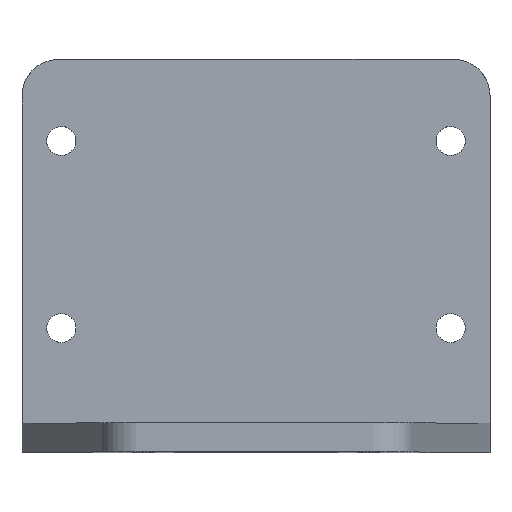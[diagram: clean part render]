
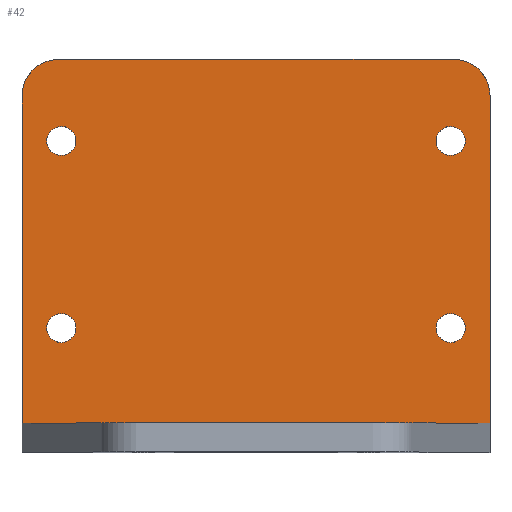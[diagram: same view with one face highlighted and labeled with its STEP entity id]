
A CAD part, top view. The second image highlights one B-rep face of the part: STEP entity #42.
In plain terms, the highlighted free-form (B-spline) face has degree [1, 1] with [2, 2] control points.
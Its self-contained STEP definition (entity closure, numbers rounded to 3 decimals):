
#23=FACE_BOUND($,#102,.T.);
#24=FACE_BOUND($,#103,.T.);
#25=FACE_BOUND($,#104,.T.);
#26=FACE_BOUND($,#105,.T.);
#42=ADVANCED_FACE($,(#67,#23,#24,#25,#26),#373,.T.);
#67=FACE_OUTER_BOUND($,#101,.T.);
#101=EDGE_LOOP($,(#182,#183,#184));
#102=EDGE_LOOP($,(#185,#186));
#103=EDGE_LOOP($,(#187,#188));
#104=EDGE_LOOP($,(#189,#190));
#105=EDGE_LOOP($,(#191,#192));
#182=ORIENTED_EDGE($,*,*,#264,.F.);
#183=ORIENTED_EDGE($,*,*,#270,.F.);
#184=ORIENTED_EDGE($,*,*,#268,.T.);
#185=ORIENTED_EDGE($,*,*,#288,.T.);
#186=ORIENTED_EDGE($,*,*,#316,.T.);
#187=ORIENTED_EDGE($,*,*,#319,.F.);
#188=ORIENTED_EDGE($,*,*,#291,.F.);
#189=ORIENTED_EDGE($,*,*,#294,.T.);
#190=ORIENTED_EDGE($,*,*,#322,.T.);
#191=ORIENTED_EDGE($,*,*,#325,.F.);
#192=ORIENTED_EDGE($,*,*,#297,.F.);
#264=EDGE_CURVE($,#331,#332,#438,.T.);
#268=EDGE_CURVE($,#333,#332,#441,.T.);
#270=EDGE_CURVE($,#333,#331,#398,.T.);
#288=EDGE_CURVE($,#345,#363,#410,.T.);
#291=EDGE_CURVE($,#347,#365,#412,.T.);
#294=EDGE_CURVE($,#349,#367,#414,.T.);
#297=EDGE_CURVE($,#351,#369,#416,.T.);
#316=EDGE_CURVE($,#363,#345,#428,.T.);
#319=EDGE_CURVE($,#365,#347,#430,.T.);
#322=EDGE_CURVE($,#367,#349,#432,.T.);
#325=EDGE_CURVE($,#369,#351,#434,.T.);
#331=VERTEX_POINT($,#1088);
#332=VERTEX_POINT($,#1089);
#333=VERTEX_POINT($,#1090);
#345=VERTEX_POINT($,#1102);
#347=VERTEX_POINT($,#1104);
#349=VERTEX_POINT($,#1106);
#351=VERTEX_POINT($,#1108);
#363=VERTEX_POINT($,#1120);
#365=VERTEX_POINT($,#1122);
#367=VERTEX_POINT($,#1124);
#369=VERTEX_POINT($,#1126);
#373=B_SPLINE_SURFACE_WITH_KNOTS($,1,1,((#945,#946),(#947,#948)),.UNSPECIFIED.,
.F.,.F.,.F.,(2,2),(2,2),(0.,50.),(0.,64.3),.UNSPECIFIED.);
#398=(
BOUNDED_CURVE()
B_SPLINE_CURVE(2,(#608,#609,#610,#611,#612,#613,#614,#615,#616),.UNSPECIFIED.,
.F.,.F.)
B_SPLINE_CURVE_WITH_KNOTS((3,2,2,2,3),(236.6,281.6,289.454,343.754,
351.608),.UNSPECIFIED.)
CURVE()
GEOMETRIC_REPRESENTATION_ITEM()
RATIONAL_B_SPLINE_CURVE((1.,1.,1.,0.707,1.,1.,1.,0.707,
1.))
REPRESENTATION_ITEM($)
);
#410=(
BOUNDED_CURVE()
B_SPLINE_CURVE(2,(#686,#687,#688,#689,#690),.UNSPECIFIED.,.F.,.F.)
B_SPLINE_CURVE_WITH_KNOTS((3,2,3),(-12.563,-9.422,-6.281),
.UNSPECIFIED.)
CURVE()
GEOMETRIC_REPRESENTATION_ITEM()
RATIONAL_B_SPLINE_CURVE((1.,0.707,1.,0.707,1.))
REPRESENTATION_ITEM($)
);
#412=(
BOUNDED_CURVE()
B_SPLINE_CURVE(2,(#698,#699,#700,#701,#702),.UNSPECIFIED.,.F.,.F.)
B_SPLINE_CURVE_WITH_KNOTS((3,2,3),(-12.563,-9.422,-6.281),
.UNSPECIFIED.)
CURVE()
GEOMETRIC_REPRESENTATION_ITEM()
RATIONAL_B_SPLINE_CURVE((1.,0.707,1.,0.707,1.))
REPRESENTATION_ITEM($)
);
#414=(
BOUNDED_CURVE()
B_SPLINE_CURVE(2,(#710,#711,#712,#713,#714),.UNSPECIFIED.,.F.,.F.)
B_SPLINE_CURVE_WITH_KNOTS((3,2,3),(-12.563,-9.422,-6.281),
.UNSPECIFIED.)
CURVE()
GEOMETRIC_REPRESENTATION_ITEM()
RATIONAL_B_SPLINE_CURVE((1.,0.707,1.,0.707,1.))
REPRESENTATION_ITEM($)
);
#416=(
BOUNDED_CURVE()
B_SPLINE_CURVE(2,(#722,#723,#724,#725,#726),.UNSPECIFIED.,.F.,.F.)
B_SPLINE_CURVE_WITH_KNOTS((3,2,3),(-12.563,-9.422,-6.281),
.UNSPECIFIED.)
CURVE()
GEOMETRIC_REPRESENTATION_ITEM()
RATIONAL_B_SPLINE_CURVE((1.,0.707,1.,0.707,1.))
REPRESENTATION_ITEM($)
);
#428=(
BOUNDED_CURVE()
B_SPLINE_CURVE(2,(#796,#797,#798,#799,#800),.UNSPECIFIED.,.F.,.F.)
B_SPLINE_CURVE_WITH_KNOTS((3,2,3),(-6.281,-3.141,0.),
.UNSPECIFIED.)
CURVE()
GEOMETRIC_REPRESENTATION_ITEM()
RATIONAL_B_SPLINE_CURVE((1.,0.707,1.,0.707,1.))
REPRESENTATION_ITEM($)
);
#430=(
BOUNDED_CURVE()
B_SPLINE_CURVE(2,(#808,#809,#810,#811,#812),.UNSPECIFIED.,.F.,.F.)
B_SPLINE_CURVE_WITH_KNOTS((3,2,3),(-6.281,-3.141,0.),
.UNSPECIFIED.)
CURVE()
GEOMETRIC_REPRESENTATION_ITEM()
RATIONAL_B_SPLINE_CURVE((1.,0.707,1.,0.707,1.))
REPRESENTATION_ITEM($)
);
#432=(
BOUNDED_CURVE()
B_SPLINE_CURVE(2,(#820,#821,#822,#823,#824),.UNSPECIFIED.,.F.,.F.)
B_SPLINE_CURVE_WITH_KNOTS((3,2,3),(-6.281,-3.141,0.),
.UNSPECIFIED.)
CURVE()
GEOMETRIC_REPRESENTATION_ITEM()
RATIONAL_B_SPLINE_CURVE((1.,0.707,1.,0.707,1.))
REPRESENTATION_ITEM($)
);
#434=(
BOUNDED_CURVE()
B_SPLINE_CURVE(2,(#832,#833,#834,#835,#836),.UNSPECIFIED.,.F.,.F.)
B_SPLINE_CURVE_WITH_KNOTS((3,2,3),(-6.281,-3.141,0.),
.UNSPECIFIED.)
CURVE()
GEOMETRIC_REPRESENTATION_ITEM()
RATIONAL_B_SPLINE_CURVE((1.,0.707,1.,0.707,1.))
REPRESENTATION_ITEM($)
);
#438=B_SPLINE_CURVE_WITH_KNOTS($,1,(#585,#586),.UNSPECIFIED.,.F.,.F.,(2,
2),(119.3,164.3),.UNSPECIFIED.);
#441=B_SPLINE_CURVE_WITH_KNOTS($,3,(#602,#603,#604,#605),.UNSPECIFIED.,.F.,
.F.,(4,4),(-64.3,0.),.UNSPECIFIED.);
#585=CARTESIAN_POINT($,(32.15,49.,4.));
#586=CARTESIAN_POINT($,(32.15,4.,4.));
#602=CARTESIAN_POINT($,(-32.15,4.,4.));
#603=CARTESIAN_POINT($,(-10.717,4.,4.));
#604=CARTESIAN_POINT($,(10.717,4.,4.));
#605=CARTESIAN_POINT($,(32.15,4.,4.));
#608=CARTESIAN_POINT($,(-32.15,4.,4.));
#609=CARTESIAN_POINT($,(-32.15,26.5,4.));
#610=CARTESIAN_POINT($,(-32.15,49.,4.));
#611=CARTESIAN_POINT($,(-32.15,54.,4.));
#612=CARTESIAN_POINT($,(-27.15,54.,4.));
#613=CARTESIAN_POINT($,(0.,54.,4.));
#614=CARTESIAN_POINT($,(27.15,54.,4.));
#615=CARTESIAN_POINT($,(32.15,54.,4.));
#616=CARTESIAN_POINT($,(32.15,49.,4.));
#686=CARTESIAN_POINT($,(24.75,42.8,4.));
#687=CARTESIAN_POINT($,(24.75,44.8,4.));
#688=CARTESIAN_POINT($,(26.75,44.8,4.));
#689=CARTESIAN_POINT($,(28.75,44.8,4.));
#690=CARTESIAN_POINT($,(28.75,42.8,4.));
#698=CARTESIAN_POINT($,(-24.75,42.8,4.));
#699=CARTESIAN_POINT($,(-24.75,44.8,4.));
#700=CARTESIAN_POINT($,(-26.75,44.8,4.));
#701=CARTESIAN_POINT($,(-28.75,44.8,4.));
#702=CARTESIAN_POINT($,(-28.75,42.8,4.));
#710=CARTESIAN_POINT($,(24.75,17.1,4.));
#711=CARTESIAN_POINT($,(24.75,19.1,4.));
#712=CARTESIAN_POINT($,(26.75,19.1,4.));
#713=CARTESIAN_POINT($,(28.75,19.1,4.));
#714=CARTESIAN_POINT($,(28.75,17.1,4.));
#722=CARTESIAN_POINT($,(-24.75,17.1,4.));
#723=CARTESIAN_POINT($,(-24.75,19.1,4.));
#724=CARTESIAN_POINT($,(-26.75,19.1,4.));
#725=CARTESIAN_POINT($,(-28.75,19.1,4.));
#726=CARTESIAN_POINT($,(-28.75,17.1,4.));
#796=CARTESIAN_POINT($,(28.75,42.8,4.));
#797=CARTESIAN_POINT($,(28.75,40.8,4.));
#798=CARTESIAN_POINT($,(26.75,40.8,4.));
#799=CARTESIAN_POINT($,(24.75,40.8,4.));
#800=CARTESIAN_POINT($,(24.75,42.8,4.));
#808=CARTESIAN_POINT($,(-28.75,42.8,4.));
#809=CARTESIAN_POINT($,(-28.75,40.8,4.));
#810=CARTESIAN_POINT($,(-26.75,40.8,4.));
#811=CARTESIAN_POINT($,(-24.75,40.8,4.));
#812=CARTESIAN_POINT($,(-24.75,42.8,4.));
#820=CARTESIAN_POINT($,(28.75,17.1,4.));
#821=CARTESIAN_POINT($,(28.75,15.1,4.));
#822=CARTESIAN_POINT($,(26.75,15.1,4.));
#823=CARTESIAN_POINT($,(24.75,15.1,4.));
#824=CARTESIAN_POINT($,(24.75,17.1,4.));
#832=CARTESIAN_POINT($,(-28.75,17.1,4.));
#833=CARTESIAN_POINT($,(-28.75,15.1,4.));
#834=CARTESIAN_POINT($,(-26.75,15.1,4.));
#835=CARTESIAN_POINT($,(-24.75,15.1,4.));
#836=CARTESIAN_POINT($,(-24.75,17.1,4.));
#945=CARTESIAN_POINT($,(-32.15,54.,4.));
#946=CARTESIAN_POINT($,(32.15,54.,4.));
#947=CARTESIAN_POINT($,(-32.15,4.,4.));
#948=CARTESIAN_POINT($,(32.15,4.,4.));
#1088=CARTESIAN_POINT($,(32.15,49.,4.));
#1089=CARTESIAN_POINT($,(32.15,4.,4.));
#1090=CARTESIAN_POINT($,(-32.15,4.,4.));
#1102=CARTESIAN_POINT($,(24.75,42.8,4.));
#1104=CARTESIAN_POINT($,(-24.75,42.8,4.));
#1106=CARTESIAN_POINT($,(24.75,17.1,4.));
#1108=CARTESIAN_POINT($,(-24.75,17.1,4.));
#1120=CARTESIAN_POINT($,(28.75,42.8,4.));
#1122=CARTESIAN_POINT($,(-28.75,42.8,4.));
#1124=CARTESIAN_POINT($,(28.75,17.1,4.));
#1126=CARTESIAN_POINT($,(-28.75,17.1,4.));
